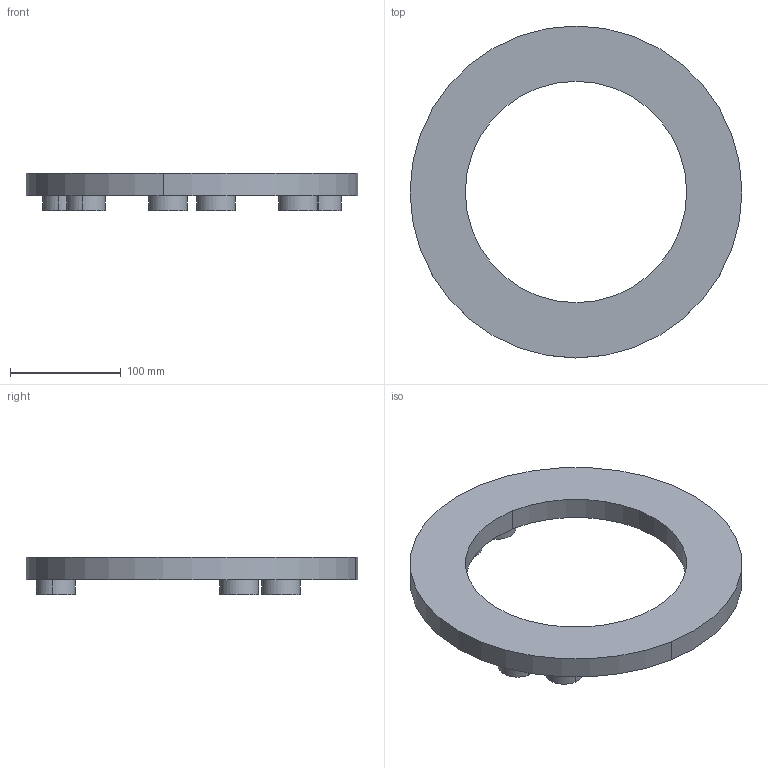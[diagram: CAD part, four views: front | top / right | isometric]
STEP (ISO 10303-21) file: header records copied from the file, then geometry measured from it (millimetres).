
FILE_DESCRIPTION (( 'STEP AP203' ), '1' );
FILE_NAME ('UPbase.STEP', '2022-05-07T12:56:34', ( '' ), ( '' ), 'SwSTEP 2.0', 'SolidWorks 2020', '' );
FILE_SCHEMA (( 'CONFIG_CONTROL_DESIGN' ));
Length unit declared in the file: millimetre
Products named in the file (1): UPbase
Bounding box: 300 x 300 x 33.5 mm (x, y, z)
Volume: 826686.8 mm3; surface area: 124969.2 mm2
Topology: 1 solids, 1 shells, 36 faces, 102 edges, 56 vertices
Faces by surface type: cylinder 16, bspline 12, plane 8
Entity records: 1769 total; most frequent: CARTESIAN_POINT 903, DIRECTION 166, ORIENTED_EDGE 156, EDGE_CURVE 78, AXIS2_PLACEMENT_3D 75, VERTEX_POINT 56, EDGE_LOOP 50, CIRCLE 50
